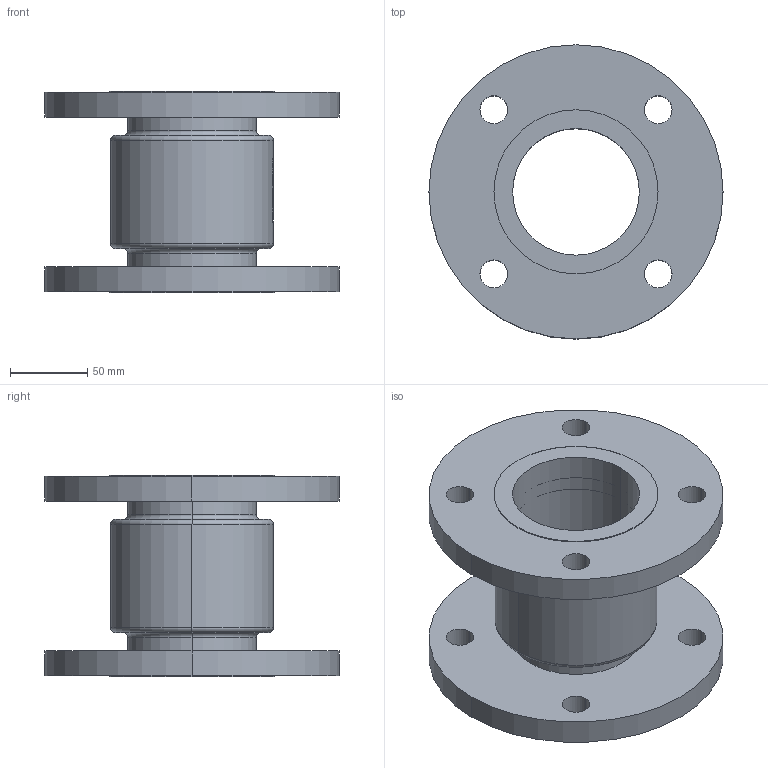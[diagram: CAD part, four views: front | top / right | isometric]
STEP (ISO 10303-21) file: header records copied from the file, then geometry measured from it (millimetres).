
FILE_DESCRIPTION (( 'STEP AP214' ), '1' );
FILE_NAME ('ALPHA-C_DN080_PN06_6000017306.STEP', '2021-10-21T06:34:54', ( 'axxx' ), ( 'Hewlett-Packard Company' ), 'SwSTEP 2.0', 'SolidWorks 2019', '' );
FILE_SCHEMA (( 'AUTOMOTIVE_DESIGN' ));
Length unit declared in the file: millimetre
Products named in the file (1): ALPHA-C_DN080_PN06_6000017306
Bounding box: 190 x 190 x 130 mm (x, y, z)
Volume: 962503.8 mm3; surface area: 184503.5 mm2
Topology: 1 solids, 1 shells, 579 faces, 1540 edges, 1024 vertices
Faces by surface type: plane 251, bspline 248, cylinder 72, torus 8
Entity records: 31724 total; most frequent: CARTESIAN_POINT 19033, ORIENTED_EDGE 3080, DIRECTION 1777, EDGE_CURVE 1540, VERTEX_POINT 1024, LINE 793, VECTOR 793, EDGE_LOOP 658
